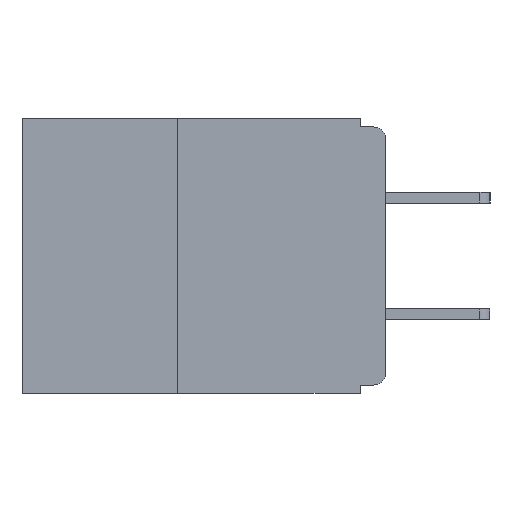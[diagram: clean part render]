
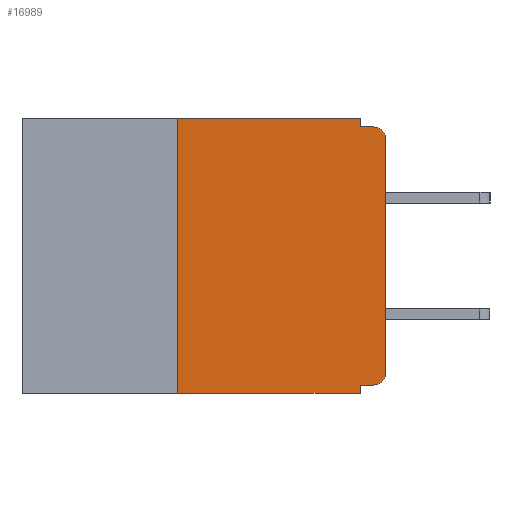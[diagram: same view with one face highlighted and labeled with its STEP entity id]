
A CAD part, left-side view. The second image highlights one B-rep face of the part: STEP entity #16989.
In plain terms, the highlighted planar face has unit normal (-1, 0, 0).
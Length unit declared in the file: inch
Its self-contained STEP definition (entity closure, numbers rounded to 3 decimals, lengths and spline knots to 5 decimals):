
#2166 = VERTEX_POINT ( 'NONE', #26794 ) ;
#2276 = EDGE_CURVE ( 'NONE', #27447, #2166, #14090, .T. ) ;
#2451 = VERTEX_POINT ( 'NONE', #4316 ) ;
#2498 = CARTESIAN_POINT ( 'NONE',  ( 0., 0.031, -0.32 ) ) ;
#2685 = EDGE_CURVE ( 'NONE', #2451, #14106, #13272, .T. ) ;
#4316 = CARTESIAN_POINT ( 'NONE',  ( 0., 0., -0.305 ) ) ;
#4688 = EDGE_CURVE ( 'NONE', #14106, #29225, #32330, .T. ) ;
#6058 = ORIENTED_EDGE ( 'NONE', *, *, #23714, .T. ) ;
#6101 = EDGE_CURVE ( 'NONE', #2166, #20045, #27208, .T. ) ;
#6300 = VECTOR ( 'NONE', #19036, 39.37008 ) ;
#6548 = CARTESIAN_POINT ( 'NONE',  ( 0., 0.437, -0.33 ) ) ;
#7405 = ORIENTED_EDGE ( 'NONE', *, *, #8271, .F. ) ;
#8271 = EDGE_CURVE ( 'NONE', #20045, #29225, #23368, .T. ) ;
#8416 = LINE ( 'NONE', #12180, #14395 ) ;
#8482 = AXIS2_PLACEMENT_3D ( 'NONE', #22178, #32156, #17228 ) ;
#9464 = ORIENTED_EDGE ( 'NONE', *, *, #6101, .F. ) ;
#9915 = CARTESIAN_POINT ( 'NONE',  ( 0., 0.25, 0. ) ) ;
#9969 = VECTOR ( 'NONE', #21877, 39.37008 ) ;
#10575 = VERTEX_POINT ( 'NONE', #21561 ) ;
#10585 = ORIENTED_EDGE ( 'NONE', *, *, #10806, .F. ) ;
#10806 = EDGE_CURVE ( 'NONE', #15977, #19964, #22047, .T. ) ;
#10987 = ORIENTED_EDGE ( 'NONE', *, *, #4688, .T. ) ;
#11616 = CARTESIAN_POINT ( 'NONE',  ( 0., 0.015, -0.01 ) ) ;
#11675 = DIRECTION ( 'NONE',  ( 0., -1., 0. ) ) ;
#12125 = DIRECTION ( 'NONE',  ( -1., 0., 0. ) ) ;
#12180 = CARTESIAN_POINT ( 'NONE',  ( 0., 0.25, -0.33 ) ) ;
#12263 = CARTESIAN_POINT ( 'NONE',  ( 0., 0.031, -0.01 ) ) ;
#12414 = DIRECTION ( 'NONE',  ( 0., 0., -1. ) ) ;
#12494 = VECTOR ( 'NONE', #27263, 39.37008 ) ;
#12524 = VECTOR ( 'NONE', #21879, 39.37008 ) ;
#13272 = LINE ( 'NONE', #26771, #12494 ) ;
#14090 = LINE ( 'NONE', #19313, #12524 ) ;
#14106 = VERTEX_POINT ( 'NONE', #14872 ) ;
#14395 = VECTOR ( 'NONE', #14719, 39.37008 ) ;
#14481 = CARTESIAN_POINT ( 'NONE',  ( 0., 0.031, -0.33 ) ) ;
#14719 = DIRECTION ( 'NONE',  ( 0., 0., 1. ) ) ;
#14872 = CARTESIAN_POINT ( 'NONE',  ( 0., 0., -0.025 ) ) ;
#15263 = VERTEX_POINT ( 'NONE', #17090 ) ;
#15360 = VECTOR ( 'NONE', #12414, 39.37008 ) ;
#15977 = VERTEX_POINT ( 'NONE', #2498 ) ;
#16103 = VECTOR ( 'NONE', #11675, 39.37008 ) ;
#16989 = ADVANCED_FACE ( 'NONE', ( #29282 ), #27184, .F. ) ;
#17090 = CARTESIAN_POINT ( 'NONE',  ( 0., 0.25, -0.33 ) ) ;
#17228 = DIRECTION ( 'NONE',  ( 0., 0., -1. ) ) ;
#17605 = EDGE_CURVE ( 'NONE', #10575, #15977, #23777, .T. ) ;
#18797 = ORIENTED_EDGE ( 'NONE', *, *, #17605, .F. ) ;
#18966 = CARTESIAN_POINT ( 'NONE',  ( 0., 0.031, 0. ) ) ;
#19036 = DIRECTION ( 'NONE',  ( 0., 0., -1. ) ) ;
#19234 = DIRECTION ( 'NONE',  ( -1., 0., 0. ) ) ;
#19267 = CARTESIAN_POINT ( 'NONE',  ( 0., 0.015, -0.025 ) ) ;
#19313 = CARTESIAN_POINT ( 'NONE',  ( 0., 0.437, 0. ) ) ;
#19409 = DIRECTION ( 'NONE',  ( 0., 0., -1. ) ) ;
#19642 = CIRCLE ( 'NONE', #27200, 0.015 ) ;
#19964 = VERTEX_POINT ( 'NONE', #14481 ) ;
#20045 = VERTEX_POINT ( 'NONE', #12263 ) ;
#21561 = CARTESIAN_POINT ( 'NONE',  ( 0., 0.015, -0.32 ) ) ;
#21877 = DIRECTION ( 'NONE',  ( 0., -1., 0. ) ) ;
#21879 = DIRECTION ( 'NONE',  ( 0., -1., 0. ) ) ;
#22047 = LINE ( 'NONE', #29811, #15360 ) ;
#22178 = CARTESIAN_POINT ( 'NONE',  ( 0., 0.437, 0. ) ) ;
#22809 = ORIENTED_EDGE ( 'NONE', *, *, #2276, .F. ) ;
#23233 = ORIENTED_EDGE ( 'NONE', *, *, #29348, .F. ) ;
#23368 = LINE ( 'NONE', #24372, #9969 ) ;
#23564 = LINE ( 'NONE', #6548, #16103 ) ;
#23628 = EDGE_CURVE ( 'NONE', #15263, #19964, #23564, .T. ) ;
#23714 = EDGE_CURVE ( 'NONE', #10575, #2451, #19642, .T. ) ;
#23777 = LINE ( 'NONE', #24523, #28843 ) ;
#24372 = CARTESIAN_POINT ( 'NONE',  ( 0., 0., -0.01 ) ) ;
#24523 = CARTESIAN_POINT ( 'NONE',  ( 0., 0., -0.32 ) ) ;
#25197 = ORIENTED_EDGE ( 'NONE', *, *, #2685, .T. ) ;
#26771 = CARTESIAN_POINT ( 'NONE',  ( 0., 0., 0. ) ) ;
#26794 = CARTESIAN_POINT ( 'NONE',  ( 0., 0.031, 0. ) ) ;
#27149 = CARTESIAN_POINT ( 'NONE',  ( 0., 0.015, -0.305 ) ) ;
#27184 = PLANE ( 'NONE',  #8482 ) ;
#27200 = AXIS2_PLACEMENT_3D ( 'NONE', #27149, #12125, #29637 ) ;
#27208 = LINE ( 'NONE', #18966, #6300 ) ;
#27263 = DIRECTION ( 'NONE',  ( 0., 0., 1. ) ) ;
#27447 = VERTEX_POINT ( 'NONE', #9915 ) ;
#27552 = ORIENTED_EDGE ( 'NONE', *, *, #23628, .T. ) ;
#28652 = EDGE_LOOP ( 'NONE', ( #25197, #10987, #7405, #9464, #22809, #23233, #27552, #10585, #18797, #6058 ) ) ;
#28843 = VECTOR ( 'NONE', #31895, 39.37008 ) ;
#29225 = VERTEX_POINT ( 'NONE', #11616 ) ;
#29282 = FACE_OUTER_BOUND ( 'NONE', #28652, .T. ) ;
#29348 = EDGE_CURVE ( 'NONE', #15263, #27447, #8416, .T. ) ;
#29637 = DIRECTION ( 'NONE',  ( 0., 0., -1. ) ) ;
#29811 = CARTESIAN_POINT ( 'NONE',  ( 0., 0.031, -0.33 ) ) ;
#30071 = AXIS2_PLACEMENT_3D ( 'NONE', #19267, #19234, #19409 ) ;
#31895 = DIRECTION ( 'NONE',  ( 0., 1., 0. ) ) ;
#32156 = DIRECTION ( 'NONE',  ( 1., 0., 0. ) ) ;
#32330 = CIRCLE ( 'NONE', #30071, 0.015 ) ;
